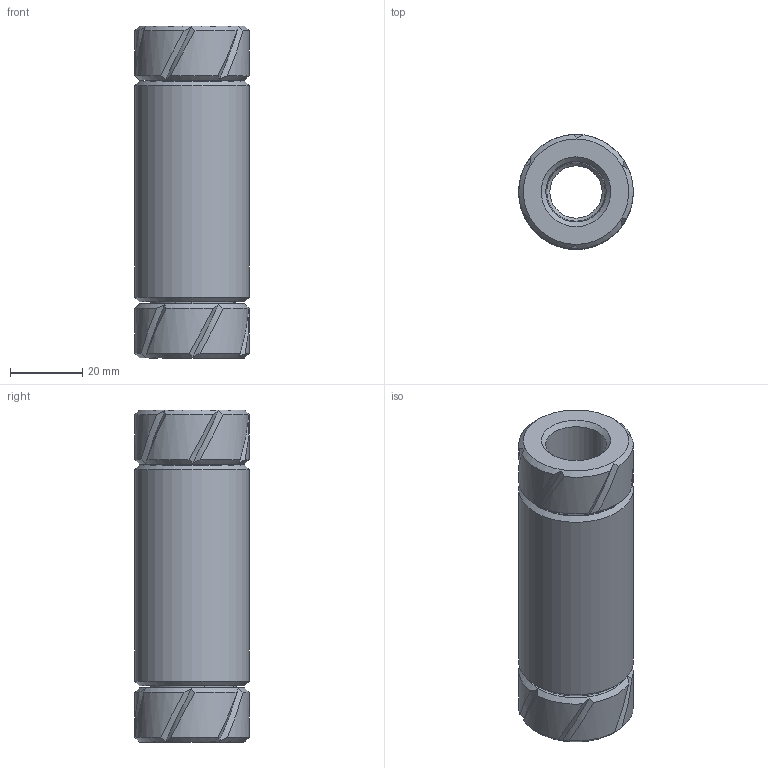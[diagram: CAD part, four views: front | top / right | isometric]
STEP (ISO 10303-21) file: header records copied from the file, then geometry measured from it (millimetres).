
FILE_DESCRIPTION(/* description */ (''),/* implementation_level */ '2;1');
FILE_NAME(/* name */ 'DUMB_IdiotConnector.step',/* time_stamp */ '2023-11-29T10:54:07-05:00',/* author */ (''),/* organization */ (''),/* preprocessor_version */ 'ST-DEVELOPER v20',/* originating_system */ 'Autodesk Translation Framework v12.14.0.127',/* authorisation */ '');
FILE_SCHEMA (('AUTOMOTIVE_DESIGN { 1 0 10303 214 3 1 1 }'));
Length unit declared in the file: millimetre
Products named in the file (3): bad car; Core; Lockring
Assembly tree (3 placements, depth 2):
  bad car
    Core
    Lockring  x2
Bounding box: 31.75 x 31.75 x 92 mm (x, y, z)
Volume: 50423.5 mm3; surface area: 21639.8 mm2
Topology: 3 solids, 3 shells, 108 faces, 308 edges, 208 vertices
Faces by surface type: cylinder 46, bspline 34, cone 18, plane 8, torus 2
Full cylindrical faces by diameter (mm): 14.5 x1, 16.2 x2, 16.764 x2, 22.86 x2, 23.622 x2, 24.632 x4, 25.908 x4, 31.75 x1
Entity records: 7952 total; most frequent: CARTESIAN_POINT 6204, ORIENTED_EDGE 402, DIRECTION 273, EDGE_CURVE 201, VERTEX_POINT 135, AXIS2_PLACEMENT_3D 119, B_SPLINE_CURVE_WITH_KNOTS 105, EDGE_LOOP 76
